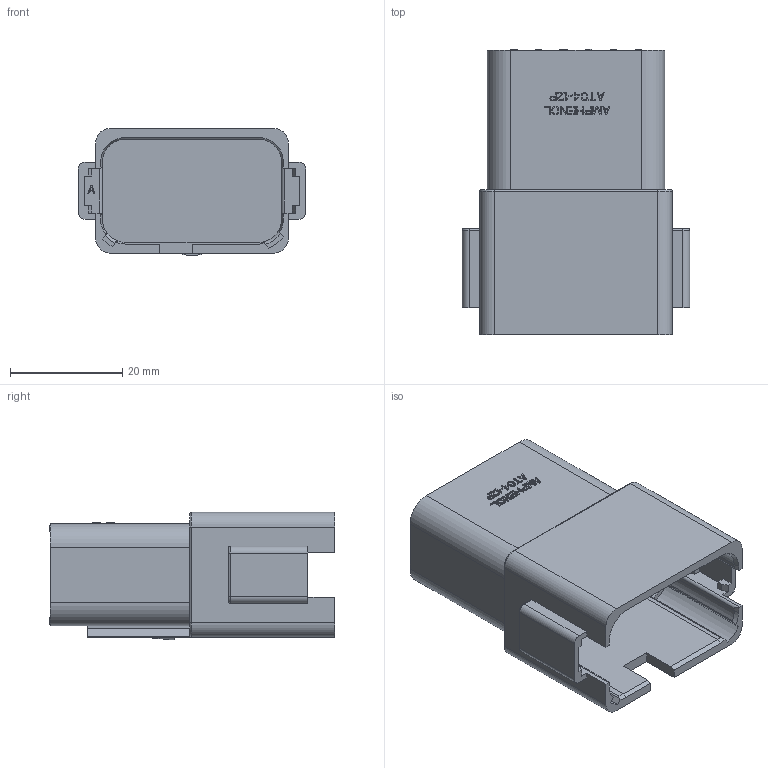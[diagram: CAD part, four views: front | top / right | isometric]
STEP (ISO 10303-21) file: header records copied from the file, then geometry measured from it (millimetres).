
FILE_DESCRIPTION((''),'2;1');
FILE_NAME('C-AT04-12PA_3D','2016-04-22T',('Jony.xie'),(''),'PRO/ENGINEER BY PARAMETRIC TECHNOLOGY CORPORATION, 2013230','PRO/ENGINEER BY PARAMETRIC TECHNOLOGY CORPORATION, 2013230','');
FILE_SCHEMA(('CONFIG_CONTROL_DESIGN'));
Length unit declared in the file: millimetre
Products named in the file (1): C-AT04-12PA_3D
Bounding box: 40.45 x 50.8 x 22.63 mm (x, y, z)
Volume: 19048.3 mm3; surface area: 9763.9 mm2
Topology: 1 solids, 1 shells, 1223 faces, 3410 edges, 2272 vertices
Faces by surface type: plane 1047, cylinder 71, extrusion 64, torus 34, cone 7
Entity records: 39127 total; most frequent: CARTESIAN_POINT 7700, ORIENTED_EDGE 6820, DIRECTION 5874, EDGE_CURVE 3410, VECTOR 3072, LINE 3008, VERTEX_POINT 2272, AXIS2_PLACEMENT_3D 1401
